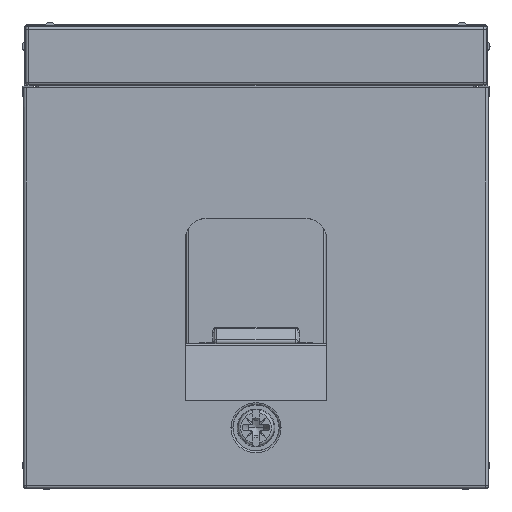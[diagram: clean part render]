
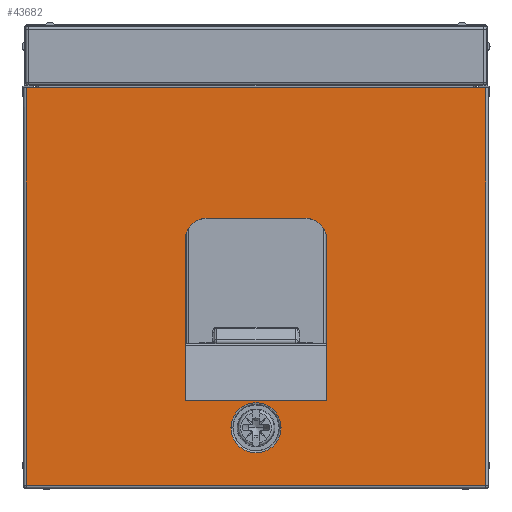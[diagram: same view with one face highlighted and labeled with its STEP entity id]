
A CAD part, top view. The second image highlights one B-rep face of the part: STEP entity #43682.
In plain terms, the highlighted face is planar.
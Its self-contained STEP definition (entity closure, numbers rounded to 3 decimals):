
#15101=DIRECTION('',(-1.,0.,0.));
#15102=VECTOR('',#15101,54.881);
#15103=CARTESIAN_POINT('',(27.44,10.,-20.087));
#15104=LINE('13381',#15103,#15102);
#15105=DIRECTION('',(0.,0.,-1.));
#15106=VECTOR('',#15105,47.527);
#15107=CARTESIAN_POINT('',(27.44,10.,27.44));
#15108=LINE('13406',#15107,#15106);
#15109=DIRECTION('',(1.,0.,0.));
#15110=VECTOR('',#15109,54.881);
#15111=CARTESIAN_POINT('',(-27.44,10.,27.44));
#15112=LINE('8747',#15111,#15110);
#15113=DIRECTION('',(0.,0.,1.));
#15114=VECTOR('',#15113,47.527);
#15115=CARTESIAN_POINT('',(-27.44,10.,-20.087));
#15116=LINE('13407',#15115,#15114);
#15117=DIRECTION('',(0.,0.,1.));
#15118=VECTOR('',#15117,19.3);
#15119=CARTESIAN_POINT('',(8.45,10.,-2.));
#15120=LINE('30843',#15119,#15118);
#15121=CARTESIAN_POINT('',(5.95,10.,-2.));
#15122=DIRECTION('',(0.,1.,0.));
#15123=DIRECTION('',(1.,0.,0.));
#15124=AXIS2_PLACEMENT_3D('',#15121,#15122,#15123);
#15126=DIRECTION('',(1.,0.,0.));
#15127=VECTOR('',#15126,11.9);
#15128=CARTESIAN_POINT('',(-5.95,10.,-4.5));
#15129=LINE('30845',#15128,#15127);
#15130=CARTESIAN_POINT('',(-5.95,10.,-2.));
#15131=DIRECTION('',(0.,1.,0.));
#15132=DIRECTION('',(0.,0.,-1.));
#15133=AXIS2_PLACEMENT_3D('',#15130,#15131,#15132);
#15135=DIRECTION('',(0.,0.,-1.));
#15136=VECTOR('',#15135,19.3);
#15137=CARTESIAN_POINT('',(-8.45,10.,17.3));
#15138=LINE('30844',#15137,#15136);
#15139=DIRECTION('',(1.,0.,0.));
#15140=VECTOR('',#15139,16.9);
#15141=CARTESIAN_POINT('',(-8.45,10.,17.3));
#15142=LINE('30846',#15141,#15140);
#15143=CARTESIAN_POINT('',(0.,10.,20.53));
#15144=DIRECTION('',(0.,-1.,0.));
#15145=DIRECTION('',(-1.,0.,0.));
#15146=AXIS2_PLACEMENT_3D('',#15143,#15144,#15145);
#15148=CARTESIAN_POINT('',(0.,10.,20.53));
#15149=DIRECTION('',(0.,-1.,0.));
#15150=DIRECTION('',(1.,0.,0.));
#15151=AXIS2_PLACEMENT_3D('',#15148,#15149,#15150);
#19053=CARTESIAN_POINT('',(-27.44,10.,27.44));
#19054=CARTESIAN_POINT('',(27.44,10.,27.44));
#19055=VERTEX_POINT('',#19053);
#19056=VERTEX_POINT('',#19054);
#19113=CARTESIAN_POINT('',(27.44,10.,-20.087));
#19114=CARTESIAN_POINT('',(-27.44,10.,-20.087));
#19115=VERTEX_POINT('',#19113);
#19116=VERTEX_POINT('',#19114);
#22485=CARTESIAN_POINT('',(8.45,10.,-2.));
#22486=CARTESIAN_POINT('',(8.45,10.,17.3));
#22487=VERTEX_POINT('',#22485);
#22488=VERTEX_POINT('',#22486);
#22489=CARTESIAN_POINT('',(-8.45,10.,17.3));
#22490=CARTESIAN_POINT('',(-8.45,10.,-2.));
#22491=VERTEX_POINT('',#22489);
#22492=VERTEX_POINT('',#22490);
#22493=CARTESIAN_POINT('',(-5.95,10.,-4.5));
#22494=CARTESIAN_POINT('',(5.95,10.,-4.5));
#22495=VERTEX_POINT('',#22493);
#22496=VERTEX_POINT('',#22494);
#23075=CARTESIAN_POINT('',(-2.995,10.,20.53));
#23076=CARTESIAN_POINT('',(2.995,10.,20.53));
#23077=VERTEX_POINT('',#23075);
#23078=VERTEX_POINT('',#23076);
#43652=CARTESIAN_POINT('',(0.,10.,0.));
#43653=DIRECTION('',(0.,1.,0.));
#43654=DIRECTION('',(0.,0.,-1.));
#43655=AXIS2_PLACEMENT_3D('',#43652,#43653,#43654);
#43656=PLANE('8396',#43655);
#43657=ORIENTED_EDGE('13381',*,*,#40460,.F.);
#43659=ORIENTED_EDGE('13406',*,*,#43658,.F.);
#43661=ORIENTED_EDGE('8747',*,*,#43660,.F.);
#43663=ORIENTED_EDGE('13407',*,*,#43662,.F.);
#43664=EDGE_LOOP('8396',(#43657,#43659,#43661,#43663));
#43665=FACE_OUTER_BOUND('8396',#43664,.F.);
#43667=ORIENTED_EDGE('30843',*,*,#43666,.F.);
#43668=ORIENTED_EDGE('30848',*,*,#43632,.T.);
#43669=ORIENTED_EDGE('30845',*,*,#43647,.F.);
#43670=ORIENTED_EDGE('30847',*,*,#43574,.T.);
#43671=ORIENTED_EDGE('30844',*,*,#43561,.F.);
#43673=ORIENTED_EDGE('30846',*,*,#43672,.T.);
#43674=EDGE_LOOP('8396',(#43667,#43668,#43669,#43670,#43671,#43673));
#43675=FACE_BOUND('8396',#43674,.F.);
#43677=ORIENTED_EDGE('43527',*,*,#43676,.F.);
#43679=ORIENTED_EDGE('43529',*,*,#43678,.F.);
#43680=EDGE_LOOP('8396',(#43677,#43679));
#43681=FACE_BOUND('8396',#43680,.F.);
#43682=ADVANCED_FACE('8396',(#43665,#43675,#43681),#43656,.T.);
#15125=CIRCLE('30848',#15124,2.5);
#15134=CIRCLE('30847',#15133,2.5);
#15147=CIRCLE('43527',#15146,2.995);
#15152=CIRCLE('43529',#15151,2.995);
#40460=EDGE_CURVE('13381',#19115,#19116,#15104,.T.);
#43561=EDGE_CURVE('30844',#22491,#22492,#15138,.T.);
#43574=EDGE_CURVE('30847',#22495,#22492,#15134,.T.);
#43632=EDGE_CURVE('30848',#22487,#22496,#15125,.T.);
#43647=EDGE_CURVE('30845',#22495,#22496,#15129,.T.);
#43658=EDGE_CURVE('13406',#19056,#19115,#15108,.T.);
#43660=EDGE_CURVE('8747',#19055,#19056,#15112,.T.);
#43662=EDGE_CURVE('13407',#19116,#19055,#15116,.T.);
#43666=EDGE_CURVE('30843',#22487,#22488,#15120,.T.);
#43672=EDGE_CURVE('30846',#22491,#22488,#15142,.T.);
#43676=EDGE_CURVE('43527',#23077,#23078,#15147,.T.);
#43678=EDGE_CURVE('43529',#23078,#23077,#15152,.T.);
